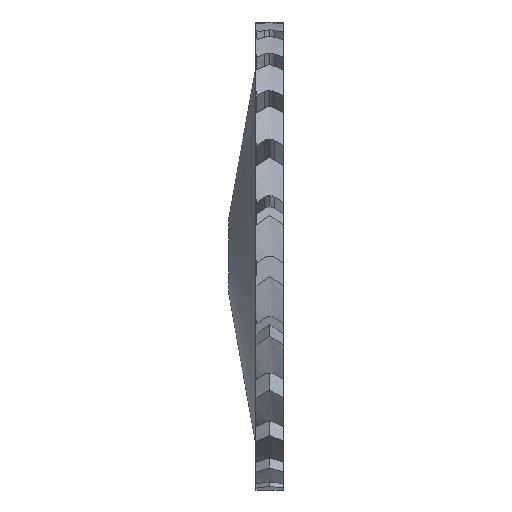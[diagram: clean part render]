
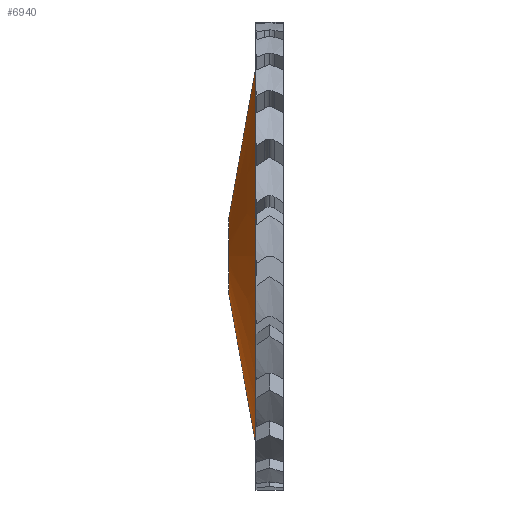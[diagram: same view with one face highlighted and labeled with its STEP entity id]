
A CAD part, left-side view. The second image highlights one B-rep face of the part: STEP entity #6940.
In plain terms, the highlighted conical face has half-angle 79.852 degrees and reference radius 65.913 mm.
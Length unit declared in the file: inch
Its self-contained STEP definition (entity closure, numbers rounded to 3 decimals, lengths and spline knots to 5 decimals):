
#108 = CARTESIAN_POINT ( 'NONE',  ( 0., 0.375, -2.595 ) ) ;
#206 = DIRECTION ( 'NONE',  ( 0., -0.176, -0.984 ) ) ;
#364 = CONICAL_SURFACE ( 'NONE', #1494, 2.595, 1.394 ) ;
#650 = CARTESIAN_POINT ( 'NONE',  ( 0., 0.375, -2.595 ) ) ;
#1063 = CARTESIAN_POINT ( 'NONE',  ( 0., 0.75, 0. ) ) ;
#1237 = EDGE_CURVE ( 'NONE', #4429, #2495, #5040, .T. ) ;
#1274 = VERTEX_POINT ( 'NONE', #4467 ) ;
#1494 = AXIS2_PLACEMENT_3D ( 'NONE', #1865, #4039, #6235 ) ;
#1678 = CIRCLE ( 'NONE', #5697, 2.595 ) ;
#1755 = CARTESIAN_POINT ( 'NONE',  ( 0., 0.75, -0.5 ) ) ;
#1865 = CARTESIAN_POINT ( 'NONE',  ( 0., 0.375, 0. ) ) ;
#2366 = EDGE_LOOP ( 'NONE', ( #3918, #5111, #4312, #6205 ) ) ;
#2401 = CIRCLE ( 'NONE', #5375, 0.5 ) ;
#2495 = VERTEX_POINT ( 'NONE', #650 ) ;
#2543 = VERTEX_POINT ( 'NONE', #6680 ) ;
#2643 = DIRECTION ( 'NONE',  ( 0., 0., -1. ) ) ;
#2747 = DIRECTION ( 'NONE',  ( 0., -1., 0. ) ) ;
#2789 = VECTOR ( 'NONE', #206, 39.37008 ) ;
#3352 = EDGE_CURVE ( 'NONE', #1274, #2495, #1678, .T. ) ;
#3918 = ORIENTED_EDGE ( 'NONE', *, *, #5658, .F. ) ;
#4039 = DIRECTION ( 'NONE',  ( 0., -1., 0. ) ) ;
#4187 = DIRECTION ( 'NONE',  ( 0., -0.176, 0.984 ) ) ;
#4312 = ORIENTED_EDGE ( 'NONE', *, *, #1237, .T. ) ;
#4429 = VERTEX_POINT ( 'NONE', #1755 ) ;
#4467 = CARTESIAN_POINT ( 'NONE',  ( 0., 0.375, 2.595 ) ) ;
#4911 = VECTOR ( 'NONE', #4187, 39.37008 ) ;
#5040 = LINE ( 'NONE', #108, #2789 ) ;
#5079 = EDGE_CURVE ( 'NONE', #2543, #4429, #2401, .T. ) ;
#5111 = ORIENTED_EDGE ( 'NONE', *, *, #5079, .T. ) ;
#5375 = AXIS2_PLACEMENT_3D ( 'NONE', #1063, #2747, #2643 ) ;
#5658 = EDGE_CURVE ( 'NONE', #2543, #1274, #6585, .T. ) ;
#5697 = AXIS2_PLACEMENT_3D ( 'NONE', #5734, #6301, #6869 ) ;
#5734 = CARTESIAN_POINT ( 'NONE',  ( 0., 0.375, 0. ) ) ;
#6205 = ORIENTED_EDGE ( 'NONE', *, *, #3352, .F. ) ;
#6235 = DIRECTION ( 'NONE',  ( 0., 0., -1. ) ) ;
#6301 = DIRECTION ( 'NONE',  ( 0., -1., 0. ) ) ;
#6585 = LINE ( 'NONE', #6918, #4911 ) ;
#6680 = CARTESIAN_POINT ( 'NONE',  ( 0., 0.75, 0.5 ) ) ;
#6764 = FACE_OUTER_BOUND ( 'NONE', #2366, .T. ) ;
#6869 = DIRECTION ( 'NONE',  ( 0., 0., -1. ) ) ;
#6918 = CARTESIAN_POINT ( 'NONE',  ( 0., 0.375, 2.595 ) ) ;
#6940 = ADVANCED_FACE ( 'NONE', ( #6764 ), #364, .T. ) ;
